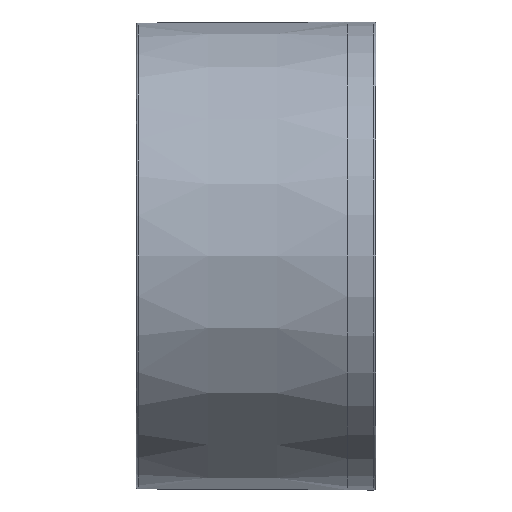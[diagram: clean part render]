
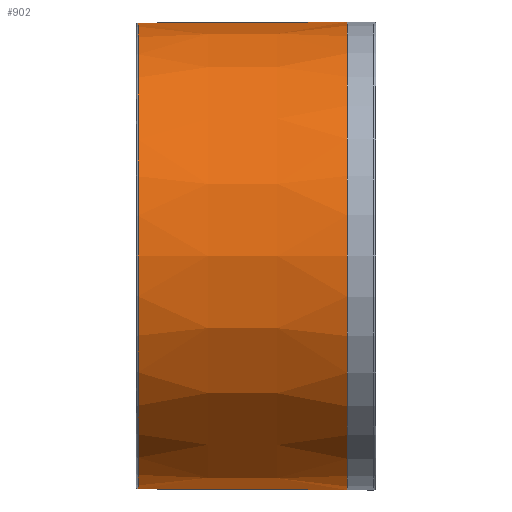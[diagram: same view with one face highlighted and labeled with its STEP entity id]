
A CAD part, left-side view. The second image highlights one B-rep face of the part: STEP entity #902.
In plain terms, the highlighted conical face has half-angle 0.3 degrees and reference radius 44.12 mm.
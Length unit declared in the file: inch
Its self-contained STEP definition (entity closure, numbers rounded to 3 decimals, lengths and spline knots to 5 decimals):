
#17 = EDGE_CURVE ( 'NONE', #118, #18, #1636, .T. ) ;
#18 = VERTEX_POINT ( 'NONE', #1632 ) ;
#21 = VERTEX_POINT ( 'NONE', #1799 ) ;
#111 = EDGE_CURVE ( 'NONE', #119, #21, #2041, .T. ) ;
#118 = VERTEX_POINT ( 'NONE', #1917 ) ;
#119 = VERTEX_POINT ( 'NONE', #1916 ) ;
#848 = EDGE_LOOP ( 'NONE', ( #903, #904, #906, #907 ) ) ;
#902 = ADVANCED_FACE ( 'NONE', ( #3593 ), #3592, .T. ) ;
#903 = ORIENTED_EDGE ( 'NONE', *, *, #17, .F. ) ;
#904 = ORIENTED_EDGE ( 'NONE', *, *, #905, .F. ) ;
#905 = EDGE_CURVE ( 'NONE', #119, #118, #3591, .T. ) ;
#906 = ORIENTED_EDGE ( 'NONE', *, *, #111, .T. ) ;
#907 = ORIENTED_EDGE ( 'NONE', *, *, #922, .T. ) ;
#922 = EDGE_CURVE ( 'NONE', #21, #18, #3563, .T. ) ;
#1632 = CARTESIAN_POINT ( 'NONE',  ( 0., -0.26569, 1.737 ) ) ;
#1633 = DIRECTION ( 'NONE',  ( 0., -1., 0.005 ) ) ;
#1634 = VECTOR ( 'NONE', #1633, 39.37008 ) ;
#1635 = CARTESIAN_POINT ( 'NONE',  ( 0., -0.26569, 1.737 ) ) ;
#1636 = LINE ( 'NONE', #1635, #1634 ) ;
#1799 = CARTESIAN_POINT ( 'NONE',  ( 0., -0.26569, -1.737 ) ) ;
#1916 = CARTESIAN_POINT ( 'NONE',  ( 0., 1.2864, -1.72887 ) ) ;
#1917 = CARTESIAN_POINT ( 'NONE',  ( 0., 1.2864, 1.72887 ) ) ;
#2038 = DIRECTION ( 'NONE',  ( 0., -1., -0.005 ) ) ;
#2039 = VECTOR ( 'NONE', #2038, 39.37008 ) ;
#2040 = CARTESIAN_POINT ( 'NONE',  ( 0., -0.26569, -1.737 ) ) ;
#2041 = LINE ( 'NONE', #2040, #2039 ) ;
#3563 = CIRCLE ( 'NONE', #3569, 1.737 ) ;
#3569 = AXIS2_PLACEMENT_3D ( 'NONE', #3993, #3992, #3991 ) ;
#3583 = DIRECTION ( 'NONE',  ( 0., 0., 1. ) ) ;
#3584 = DIRECTION ( 'NONE',  ( 0., 1., 0. ) ) ;
#3585 = CARTESIAN_POINT ( 'NONE',  ( 0., 1.2864, 0. ) ) ;
#3586 = AXIS2_PLACEMENT_3D ( 'NONE', #3585, #3584, #3583 ) ;
#3587 = DIRECTION ( 'NONE',  ( 0., 0., -1. ) ) ;
#3588 = DIRECTION ( 'NONE',  ( 0., -1., 0. ) ) ;
#3589 = CARTESIAN_POINT ( 'NONE',  ( 0., -0.26569, 0. ) ) ;
#3590 = AXIS2_PLACEMENT_3D ( 'NONE', #3589, #3588, #3587 ) ;
#3591 = CIRCLE ( 'NONE', #3586, 1.72887 ) ;
#3592 = CONICAL_SURFACE ( 'NONE', #3590, 1.737, 0.005 ) ;
#3593 = FACE_OUTER_BOUND ( 'NONE', #848, .T. ) ;
#3991 = DIRECTION ( 'NONE',  ( 0., 0., 1. ) ) ;
#3992 = DIRECTION ( 'NONE',  ( 0., 1., 0. ) ) ;
#3993 = CARTESIAN_POINT ( 'NONE',  ( 0., -0.26569, 0. ) ) ;
